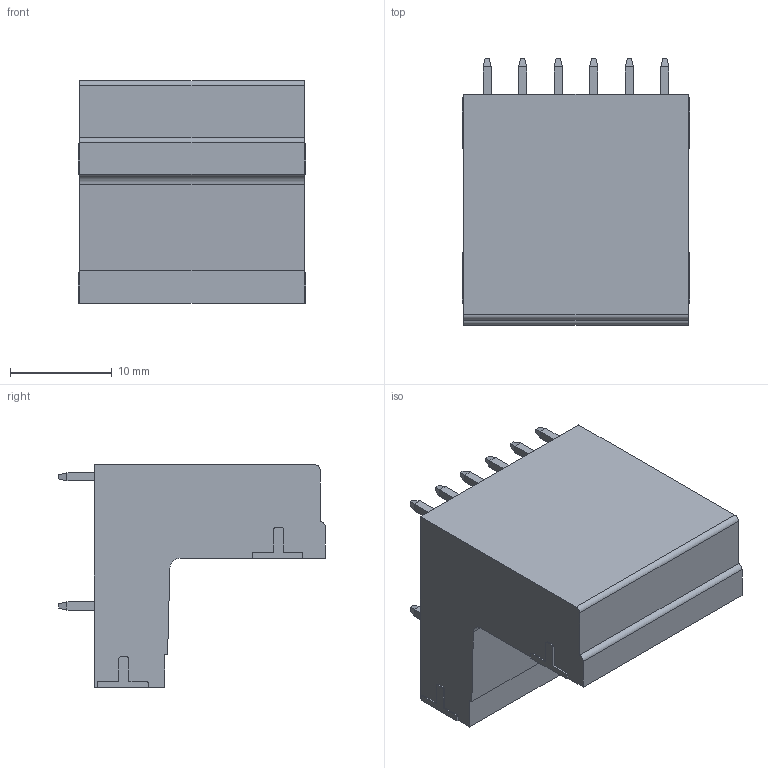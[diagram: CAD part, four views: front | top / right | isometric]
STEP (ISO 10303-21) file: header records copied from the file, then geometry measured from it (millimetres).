
FILE_DESCRIPTION((''),'2;1');
FILE_NAME('TLPHDC-005R-XXP','2024-09-23T14:54:35',('sheji109'),(''),'CREO PARAMETRIC BY PTC INC, 2018100','CREO PARAMETRIC BY PTC INC, 2018100','');
FILE_SCHEMA(('CONFIG_CONTROL_DESIGN'));
Length unit declared in the file: millimetre
Products named in the file (1): TLPHDC-005R-XXP
Bounding box: 22.4 x 26.2 x 21.9 mm (x, y, z)
Volume: 5267.6 mm3; surface area: 4964.4 mm2
Topology: 1 solids, 1 shells, 962 faces, 2604 edges, 1692 vertices
Faces by surface type: plane 679, cylinder 199, cone 60, torus 24
Entity records: 30160 total; most frequent: CARTESIAN_POINT 5726, ORIENTED_EDGE 5208, DIRECTION 4890, EDGE_CURVE 2604, VECTOR 2002, LINE 2002, VERTEX_POINT 1692, AXIS2_PLACEMENT_3D 1444
